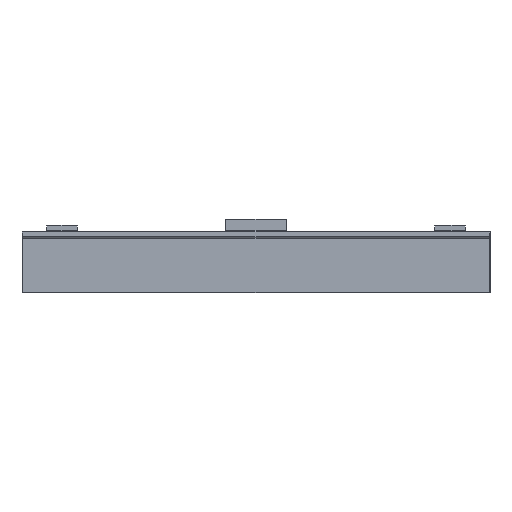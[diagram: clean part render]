
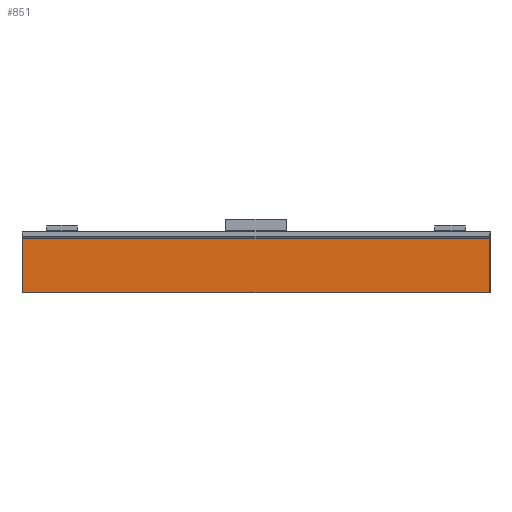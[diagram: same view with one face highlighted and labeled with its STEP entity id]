
A CAD part, front view. The second image highlights one B-rep face of the part: STEP entity #851.
In plain terms, the highlighted planar face has unit normal (0, -1, 0).
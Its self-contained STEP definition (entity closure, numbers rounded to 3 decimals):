
#91=CARTESIAN_POINT('',(37.95,1.0,-0.55));
#92=VERTEX_POINT('',#91);
#133=CARTESIAN_POINT('',(0.05,1.0,-0.55));
#134=VERTEX_POINT('',#133);
#142=CARTESIAN_POINT('',(0.05,1.0,-0.55));
#143=DIRECTION('',(1.0,0.0,0.0));
#144=VECTOR('',#143,37.9);
#145=LINE('',#142,#144);
#146=EDGE_CURVE('',#134,#92,#145,.T.);
#254=CARTESIAN_POINT('',(37.95,1.0,-4.95));
#255=VERTEX_POINT('',#254);
#256=CARTESIAN_POINT('',(37.95,1.0,-0.55));
#257=DIRECTION('',(0.0,0.0,-1.0));
#258=VECTOR('',#257,4.4);
#259=LINE('',#256,#258);
#260=EDGE_CURVE('',#92,#255,#259,.T.);
#598=CARTESIAN_POINT('',(0.05,1.0,-4.95));
#599=VERTEX_POINT('',#598);
#696=CARTESIAN_POINT('',(37.95,1.0,-4.95));
#697=DIRECTION('',(-1.0,0.0,0.0));
#698=VECTOR('',#697,37.9);
#699=LINE('',#696,#698);
#700=EDGE_CURVE('',#255,#599,#699,.T.);
#718=CARTESIAN_POINT('',(0.05,1.0,-4.95));
#719=DIRECTION('',(0.0,0.0,1.0));
#720=VECTOR('',#719,4.4);
#721=LINE('',#718,#720);
#722=EDGE_CURVE('',#599,#134,#721,.T.);
#840=CARTESIAN_POINT('',(38.0,1.0,-5.0));
#841=DIRECTION('',(0.0,1.0,0.0));
#842=DIRECTION('',(-1.0,0.0,0.0));
#843=AXIS2_PLACEMENT_3D('',#840,#841,#842);
#844=PLANE('',#843);
#845=ORIENTED_EDGE('',*,*,#146,.F.);
#846=ORIENTED_EDGE('',*,*,#722,.F.);
#847=ORIENTED_EDGE('',*,*,#700,.F.);
#848=ORIENTED_EDGE('',*,*,#260,.F.);
#849=EDGE_LOOP('',(#845,#846,#847,#848));
#850=FACE_OUTER_BOUND('',#849,.T.);
#851=ADVANCED_FACE('',(#850),#844,.F.);
